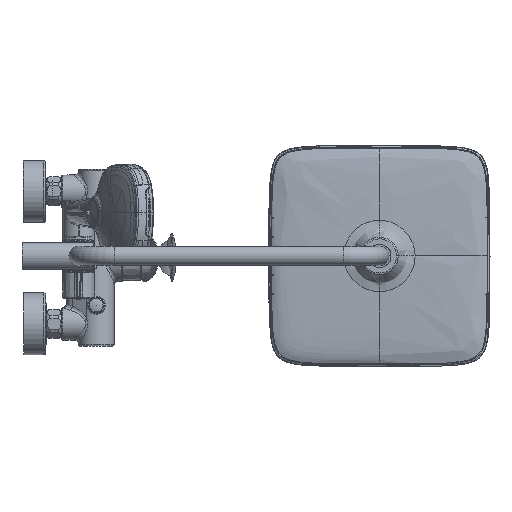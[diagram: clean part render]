
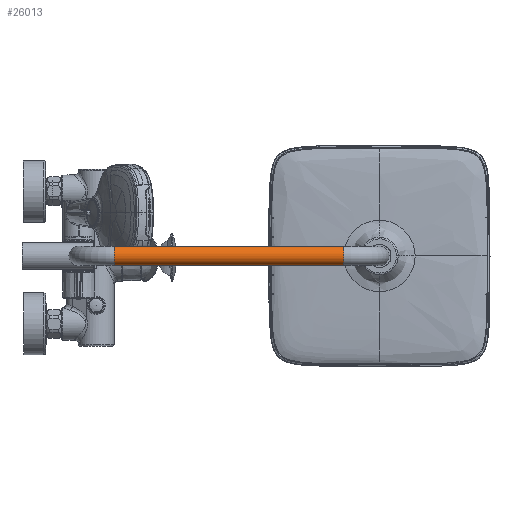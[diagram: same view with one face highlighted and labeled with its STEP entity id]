
A CAD part, top view. The second image highlights one B-rep face of the part: STEP entity #26013.
In plain terms, the highlighted cylindrical face has radius 11 mm (diameter 22 mm), a full revolution.
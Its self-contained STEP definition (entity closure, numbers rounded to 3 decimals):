
#7168=ORIENTED_EDGE('',*,*,#12458,.T.);
#7169=ORIENTED_EDGE('',*,*,#12459,.F.);
#12458=EDGE_CURVE('',#16837,#16837,#20544,.F.);
#12459=EDGE_CURVE('',#16838,#16838,#20545,.F.);
#16837=VERTEX_POINT('',#45366);
#16838=VERTEX_POINT('',#45369);
#20544=CIRCLE('',#31944,11.);
#20545=CIRCLE('',#31946,11.);
#21421=EDGE_LOOP('',(#7168));
#21422=EDGE_LOOP('',(#7169));
#23619=FACE_BOUND('',#21421,.T.);
#23620=FACE_BOUND('',#21422,.T.);
#25556=CYLINDRICAL_SURFACE('',#31945,11.);
#26013=ADVANCED_FACE('',(#23619,#23620),#25556,.T.);
#31944=AXIS2_PLACEMENT_3D('',#45365,#34104,#34105);
#31945=AXIS2_PLACEMENT_3D('',#45367,#34106,#34107);
#31946=AXIS2_PLACEMENT_3D('',#45368,#34108,#34109);
#34104=DIRECTION('',(1.,0.,0.));
#34105=DIRECTION('',(0.,0.,1.));
#34106=DIRECTION('',(1.,0.,0.));
#34107=DIRECTION('',(0.,0.,-1.));
#34108=DIRECTION('',(1.,0.,0.));
#34109=DIRECTION('',(0.,0.,1.));
#45365=CARTESIAN_POINT('',(299.5,0.,1096.));
#45366=CARTESIAN_POINT('',(299.5,0.,1107.));
#45367=CARTESIAN_POINT('',(40.5,0.,1096.));
#45368=CARTESIAN_POINT('',(40.5,0.,1096.));
#45369=CARTESIAN_POINT('',(40.5,0.,1107.));
